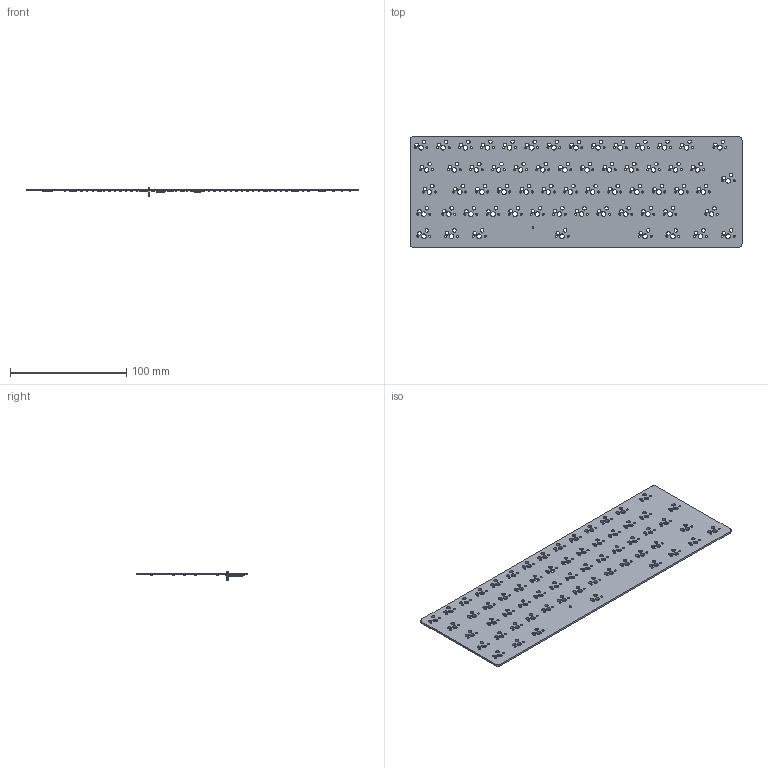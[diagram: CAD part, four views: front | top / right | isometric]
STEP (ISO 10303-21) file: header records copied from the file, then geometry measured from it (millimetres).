
FILE_DESCRIPTION(('KiCad electronic assembly'),'2;1');
FILE_NAME('PH60_Rev2.step','2024-07-16T05:01:14',('Pcbnew'),('Kicad'), 'Open CASCADE STEP processor 7.8','KiCad to STEP converter','Unknown' );
FILE_SCHEMA(('AUTOMOTIVE_DESIGN { 1 0 10303 214 1 1 1 1 }'));
Length unit declared in the file: millimetre
Products named in the file (16): PH60_Rev2 1; D_0805_2012Metric; D_0805; C_0402_1005Metric; R_0402_1005Metric; QFN-56-1EP_7x7mm_P0.4mm_EP3.2x3.2mm; QFN_56_1EP_7x7mm_P04mm_EP32x32mm; PinHeader_1x02_P1.00mm_Vertical; PinHeader_1x02_P100mm_Vertical; SOT-223; SOT_223; Crystal_SMD_3225-4Pin_3.2x2.5mm; PH60_Rev2_PCB
Assembly tree (95 placements, depth 3):
  PH60_Rev2 1
    D_0805_2012Metric  x62
      D_0805
    C_0402_1005Metric  x16
      C_0402_1005Metric
    R_0402_1005Metric  x5
      R_0402_1005Metric
    QFN-56-1EP_7x7mm_P0.4mm_EP3.2x3.2mm
      QFN_56_1EP_7x7mm_P04mm_EP32x32mm
    PinHeader_1x02_P1.00mm_Vertical
      PinHeader_1x02_P100mm_Vertical
    SOT-223
      SOT_223
    Crystal_SMD_3225-4Pin_3.2x2.5mm
      Crystal_SMD_3225-4Pin_3.2x2.5mm
    PH60_Rev2_PCB
Bounding box: 285.75 x 95.25 x 7.8 mm (x, y, z)
Volume: 40560.4 mm3; surface area: 56865.2 mm2
Topology: 88 solids, 88 shells, 3826 faces, 10580 edges, 7032 vertices
Faces by surface type: plane 2365, cylinder 1445, bspline 16
Full cylindrical faces by diameter (mm): 0.4 x1, 0.5 x2, 1.75 x124, 3.05 x124, 4 x62
Entity records: 34189 total; most frequent: CARTESIAN_POINT 5523, DIRECTION 5372, ORIENTED_EDGE 5280, EDGE_CURVE 2640, LINE 1866, VECTOR 1866, AXIS2_PLACEMENT_3D 1753, VERTEX_POINT 1744
